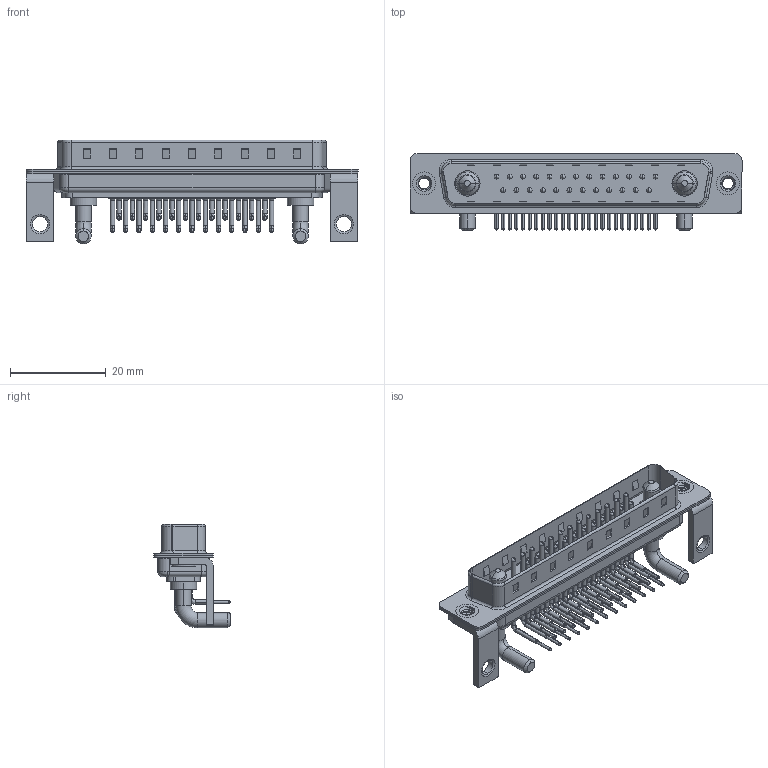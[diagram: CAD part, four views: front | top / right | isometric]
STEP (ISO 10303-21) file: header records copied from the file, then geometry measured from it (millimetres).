
FILE_DESCRIPTION (( 'STEP AP203' ), '1' );
FILE_NAME ('629-27W2640-3T4.STEP', '2022-05-16T18:30:33', ( '' ), ( '' ), 'SwSTEP 2.0', 'SolidWorks 2020', '' );
FILE_SCHEMA (( 'CONFIG_CONTROL_DESIGN' ));
Length unit declared in the file: millimetre
Products named in the file (9): 629Combo Threaded Rivet_3; Power Pin_30A RA; 629Combo Contact Row 2; 629Combo Stabilizer Bracket; 629-27W2640-3T4; 629Combo Housing_27W2; 629Combo Shell Front_37 Contacts; 629Combo Contact Row 1; 629Combo Shell Rear_37 Contacts
Assembly tree (34 placements, depth 2):
  629-27W2640-3T4
    629Combo Housing_27W2
    629Combo Shell Rear_37 Contacts
    629Combo Shell Front_37 Contacts
    629Combo Threaded Rivet_3  x2
    629Combo Stabilizer Bracket  x2
    Power Pin_30A RA  x2
    629Combo Contact Row 1  x13
    629Combo Contact Row 2  x12
Bounding box: 69.4 x 16.05 x 21.7 mm (x, y, z)
Volume: 4561.8 mm3; surface area: 10724.8 mm2
Topology: 36 solids, 36 shells, 3288 faces, 9123 edges, 5924 vertices
Faces by surface type: plane 1843, cylinder 1101, bspline 158, cone 128, torus 58
Entity records: 29249 total; most frequent: CARTESIAN_POINT 6131, DIRECTION 4693, ORIENTED_EDGE 4318, EDGE_CURVE 2159, AXIS2_PLACEMENT_3D 1707, VERTEX_POINT 1395, VECTOR 1279, LINE 1279
